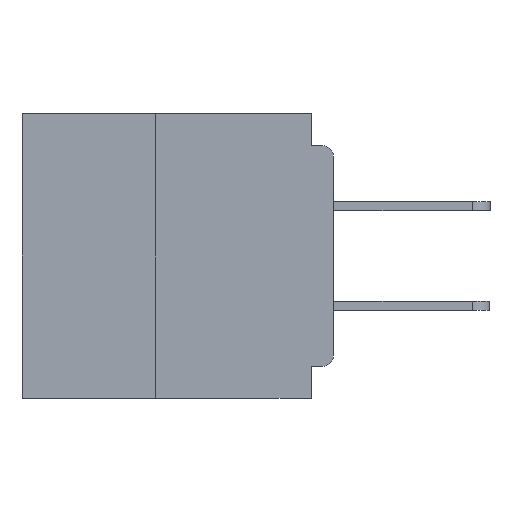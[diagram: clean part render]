
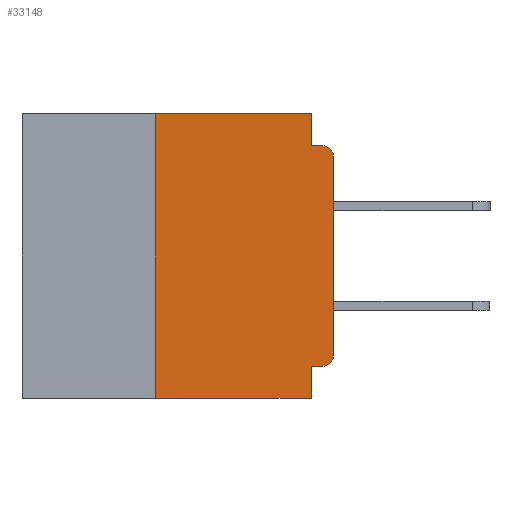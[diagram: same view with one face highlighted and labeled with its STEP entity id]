
A CAD part, left-side view. The second image highlights one B-rep face of the part: STEP entity #33148.
In plain terms, the highlighted planar face has unit normal (-1, 0, 0).
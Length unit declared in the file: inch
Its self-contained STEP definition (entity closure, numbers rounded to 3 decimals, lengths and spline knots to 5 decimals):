
#215 = AXIS2_PLACEMENT_3D ( 'NONE', #26590, #10173, #29323 ) ;
#2728 = CARTESIAN_POINT ( 'NONE',  ( 0., 0.437, 0. ) ) ;
#2812 = VERTEX_POINT ( 'NONE', #26428 ) ;
#3283 = LINE ( 'NONE', #35217, #17363 ) ;
#3326 = EDGE_CURVE ( 'NONE', #2812, #13336, #3283, .T. ) ;
#3911 = CARTESIAN_POINT ( 'NONE',  ( 0., 0.25, -0.4 ) ) ;
#4113 = EDGE_CURVE ( 'NONE', #8338, #28420, #7680, .T. ) ;
#4273 = CARTESIAN_POINT ( 'NONE',  ( 0., 0.015, -0.355 ) ) ;
#4473 = EDGE_CURVE ( 'NONE', #30461, #23250, #30420, .T. ) ;
#5501 = ORIENTED_EDGE ( 'NONE', *, *, #28696, .F. ) ;
#5885 = DIRECTION ( 'NONE',  ( 0., 0., -1. ) ) ;
#6513 = DIRECTION ( 'NONE',  ( 0., 0., 1. ) ) ;
#7521 = EDGE_CURVE ( 'NONE', #22651, #8338, #30259, .T. ) ;
#7680 = LINE ( 'NONE', #29766, #28758 ) ;
#7743 = CARTESIAN_POINT ( 'NONE',  ( 0., 0.437, 0. ) ) ;
#8191 = AXIS2_PLACEMENT_3D ( 'NONE', #31478, #15244, #34147 ) ;
#8338 = VERTEX_POINT ( 'NONE', #28493 ) ;
#10173 = DIRECTION ( 'NONE',  ( -1., 0., 0. ) ) ;
#10587 = DIRECTION ( 'NONE',  ( 0., 0., -1. ) ) ;
#11457 = LINE ( 'NONE', #17356, #14103 ) ;
#13202 = LINE ( 'NONE', #3911, #19605 ) ;
#13336 = VERTEX_POINT ( 'NONE', #21727 ) ;
#13535 = LINE ( 'NONE', #20273, #27156 ) ;
#13813 = VERTEX_POINT ( 'NONE', #4273 ) ;
#14103 = VECTOR ( 'NONE', #30976, 39.37008 ) ;
#14255 = EDGE_CURVE ( 'NONE', #13336, #21607, #23639, .T. ) ;
#15044 = EDGE_CURVE ( 'NONE', #13813, #2812, #34940, .T. ) ;
#15244 = DIRECTION ( 'NONE',  ( -1., 0., 0. ) ) ;
#15591 = ORIENTED_EDGE ( 'NONE', *, *, #14255, .T. ) ;
#15819 = VECTOR ( 'NONE', #35644, 39.37008 ) ;
#15889 = VECTOR ( 'NONE', #33706, 39.37008 ) ;
#15925 = CARTESIAN_POINT ( 'NONE',  ( 0., 0.25, -0.4 ) ) ;
#17356 = CARTESIAN_POINT ( 'NONE',  ( 0., 0.031, -0.4 ) ) ;
#17363 = VECTOR ( 'NONE', #6513, 39.37008 ) ;
#17803 = EDGE_CURVE ( 'NONE', #30461, #22651, #13202, .T. ) ;
#19605 = VECTOR ( 'NONE', #23346, 39.37008 ) ;
#19662 = ORIENTED_EDGE ( 'NONE', *, *, #7521, .F. ) ;
#20230 = ORIENTED_EDGE ( 'NONE', *, *, #17803, .F. ) ;
#20273 = CARTESIAN_POINT ( 'NONE',  ( 0., 0., -0.355 ) ) ;
#21470 = FACE_OUTER_BOUND ( 'NONE', #28129, .T. ) ;
#21607 = VERTEX_POINT ( 'NONE', #24652 ) ;
#21727 = CARTESIAN_POINT ( 'NONE',  ( 0., 0., -0.06 ) ) ;
#21843 = AXIS2_PLACEMENT_3D ( 'NONE', #7743, #27007, #10587 ) ;
#22494 = EDGE_CURVE ( 'NONE', #33839, #23250, #11457, .T. ) ;
#22651 = VERTEX_POINT ( 'NONE', #34228 ) ;
#22984 = DIRECTION ( 'NONE',  ( 0., 1., 0. ) ) ;
#23201 = VECTOR ( 'NONE', #26683, 39.37008 ) ;
#23250 = VERTEX_POINT ( 'NONE', #34524 ) ;
#23343 = ORIENTED_EDGE ( 'NONE', *, *, #25093, .F. ) ;
#23346 = DIRECTION ( 'NONE',  ( 0., 0., 1. ) ) ;
#23558 = ORIENTED_EDGE ( 'NONE', *, *, #15044, .T. ) ;
#23639 = CIRCLE ( 'NONE', #8191, 0.015 ) ;
#24148 = ORIENTED_EDGE ( 'NONE', *, *, #22494, .F. ) ;
#24652 = CARTESIAN_POINT ( 'NONE',  ( 0., 0.015, -0.045 ) ) ;
#25093 = EDGE_CURVE ( 'NONE', #13813, #33839, #13535, .T. ) ;
#25964 = ORIENTED_EDGE ( 'NONE', *, *, #3326, .T. ) ;
#26428 = CARTESIAN_POINT ( 'NONE',  ( 0., 0., -0.34 ) ) ;
#26559 = ORIENTED_EDGE ( 'NONE', *, *, #4473, .T. ) ;
#26590 = CARTESIAN_POINT ( 'NONE',  ( 0., 0.015, -0.34 ) ) ;
#26683 = DIRECTION ( 'NONE',  ( 0., -1., 0. ) ) ;
#26796 = CARTESIAN_POINT ( 'NONE',  ( 0., 0.437, -0.4 ) ) ;
#27007 = DIRECTION ( 'NONE',  ( 1., 0., 0. ) ) ;
#27063 = ORIENTED_EDGE ( 'NONE', *, *, #4113, .F. ) ;
#27156 = VECTOR ( 'NONE', #22984, 39.37008 ) ;
#28129 = EDGE_LOOP ( 'NONE', ( #25964, #15591, #5501, #27063, #19662, #20230, #26559, #24148, #23343, #23558 ) ) ;
#28420 = VERTEX_POINT ( 'NONE', #29312 ) ;
#28493 = CARTESIAN_POINT ( 'NONE',  ( 0., 0.031, 0. ) ) ;
#28696 = EDGE_CURVE ( 'NONE', #28420, #21607, #30328, .T. ) ;
#28758 = VECTOR ( 'NONE', #5885, 39.37008 ) ;
#29312 = CARTESIAN_POINT ( 'NONE',  ( 0., 0.031, -0.045 ) ) ;
#29323 = DIRECTION ( 'NONE',  ( 0., 0., -1. ) ) ;
#29766 = CARTESIAN_POINT ( 'NONE',  ( 0., 0.031, 0. ) ) ;
#30259 = LINE ( 'NONE', #2728, #15819 ) ;
#30328 = LINE ( 'NONE', #31057, #15889 ) ;
#30420 = LINE ( 'NONE', #26796, #23201 ) ;
#30461 = VERTEX_POINT ( 'NONE', #15925 ) ;
#30976 = DIRECTION ( 'NONE',  ( 0., 0., -1. ) ) ;
#31057 = CARTESIAN_POINT ( 'NONE',  ( 0., 0., -0.045 ) ) ;
#31478 = CARTESIAN_POINT ( 'NONE',  ( 0., 0.015, -0.06 ) ) ;
#32268 = PLANE ( 'NONE',  #21843 ) ;
#33148 = ADVANCED_FACE ( 'NONE', ( #21470 ), #32268, .F. ) ;
#33706 = DIRECTION ( 'NONE',  ( 0., -1., 0. ) ) ;
#33839 = VERTEX_POINT ( 'NONE', #35588 ) ;
#34147 = DIRECTION ( 'NONE',  ( 0., 0., -1. ) ) ;
#34228 = CARTESIAN_POINT ( 'NONE',  ( 0., 0.25, 0. ) ) ;
#34524 = CARTESIAN_POINT ( 'NONE',  ( 0., 0.031, -0.4 ) ) ;
#34940 = CIRCLE ( 'NONE', #215, 0.015 ) ;
#35217 = CARTESIAN_POINT ( 'NONE',  ( 0., 0., 0. ) ) ;
#35588 = CARTESIAN_POINT ( 'NONE',  ( 0., 0.031, -0.355 ) ) ;
#35644 = DIRECTION ( 'NONE',  ( 0., -1., 0. ) ) ;
